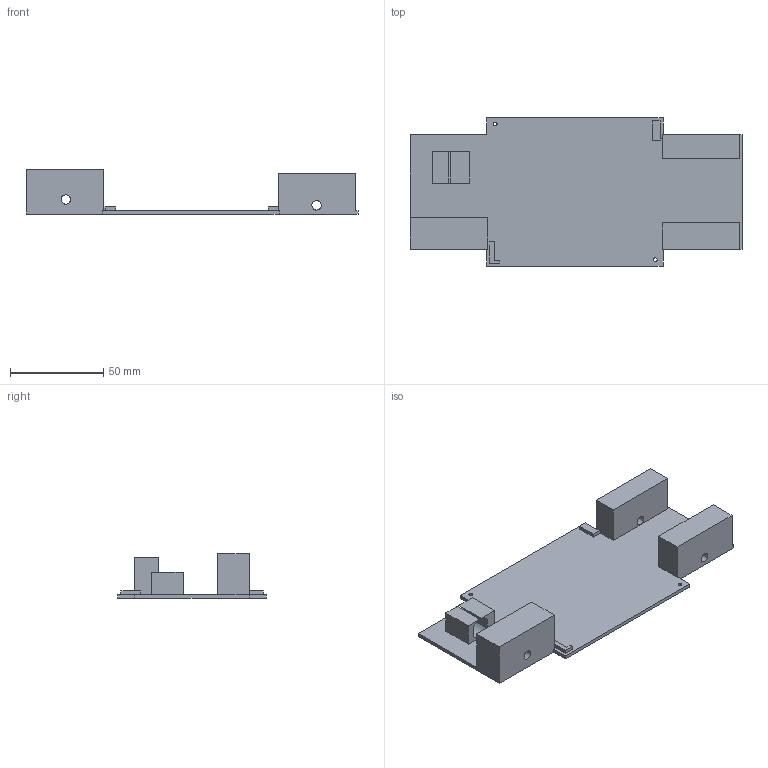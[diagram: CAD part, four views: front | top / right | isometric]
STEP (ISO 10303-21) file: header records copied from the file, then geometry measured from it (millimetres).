
FILE_DESCRIPTION(('CATIA V5 STEP Exchange'),'2;1');
FILE_NAME('Pohjalevy.stp','2016-05-02T07:18:26+00:00',('none'),('none'),'CATIA Version 5 Release 21 GA (IN-10)','CATIA V5 STEP AP203','none');
FILE_SCHEMA(('CONFIG_CONTROL_DESIGN'));
Length unit declared in the file: millimetre
Products named in the file (1): Part1
Bounding box: 177.59 x 79.4 x 24 mm (x, y, z)
Volume: 64779.7 mm3; surface area: 35177.9 mm2
Topology: 1 solids, 1 shells, 62 faces, 176 edges, 117 vertices
Faces by surface type: plane 49, cylinder 13
Entity records: 1949 total; most frequent: ORIENTED_EDGE 352, CARTESIAN_POINT 339, DIRECTION 266, EDGE_CURVE 176, VECTOR 150, LINE 150, VERTEX_POINT 117, EDGE_LOOP 73
